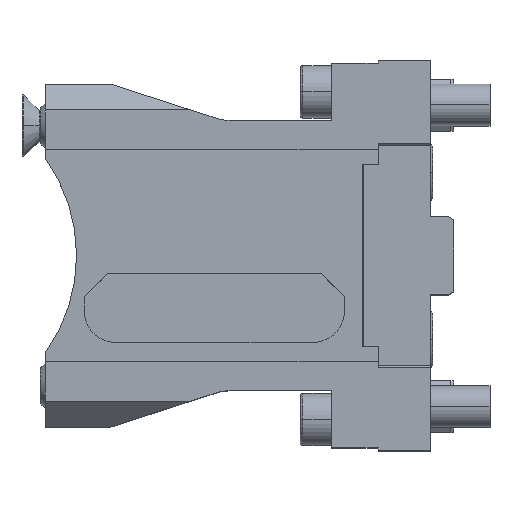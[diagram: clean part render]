
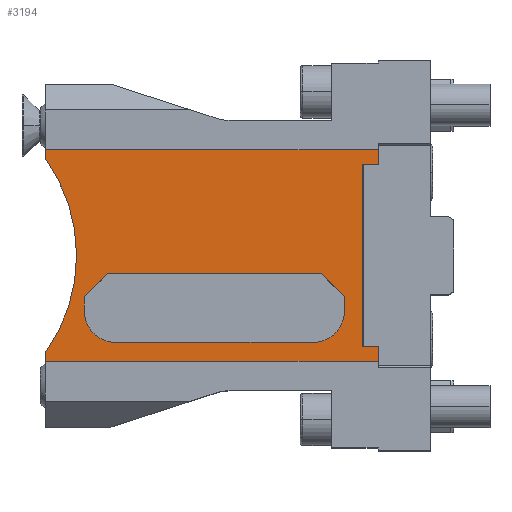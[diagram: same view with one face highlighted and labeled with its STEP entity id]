
A CAD part, top view. The second image highlights one B-rep face of the part: STEP entity #3194.
In plain terms, the highlighted planar face has unit normal (0, 0, 1).
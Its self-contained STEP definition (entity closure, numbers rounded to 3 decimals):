
#133=DIRECTION('',(0.,-1.,0.));
#134=VECTOR('',#133,3.858);
#135=CARTESIAN_POINT('',(-10.,21.358,43.6));
#136=LINE('',#135,#134);
#197=DIRECTION('',(0.,-1.,0.));
#198=VECTOR('',#197,35.);
#199=CARTESIAN_POINT('',(-13.,17.5,43.6));
#200=LINE('',#199,#198);
#201=DIRECTION('',(-1.,0.,0.));
#202=VECTOR('',#201,3.);
#203=CARTESIAN_POINT('',(-10.,-17.5,43.6));
#204=LINE('',#203,#202);
#205=CARTESIAN_POINT('',(-100.,0.,43.6));
#206=DIRECTION('',(0.,0.,-1.));
#207=DIRECTION('',(0.813,0.583,0.));
#208=AXIS2_PLACEMENT_3D('',#205,#206,#207);
#210=DIRECTION('',(1.,0.,0.));
#211=VECTOR('',#210,64.);
#212=CARTESIAN_POINT('',(-74.,21.358,43.6));
#213=LINE('',#212,#211);
#214=DIRECTION('',(-1.,0.,0.));
#215=VECTOR('',#214,3.);
#216=CARTESIAN_POINT('',(-10.,17.5,43.6));
#217=LINE('',#216,#215);
#218=DIRECTION('',(0.,1.,0.));
#219=VECTOR('',#218,2.787);
#220=CARTESIAN_POINT('',(-66.5,-10.7,43.6));
#221=LINE('',#220,#219);
#222=CARTESIAN_POINT('',(-60.5,-10.7,43.6));
#223=DIRECTION('',(0.,0.,1.));
#224=DIRECTION('',(-1.,0.,0.));
#225=AXIS2_PLACEMENT_3D('',#222,#223,#224);
#227=DIRECTION('',(1.,0.,0.));
#228=VECTOR('',#227,38.);
#229=CARTESIAN_POINT('',(-60.5,-16.7,43.6));
#230=LINE('',#229,#228);
#231=CARTESIAN_POINT('',(-22.5,-10.7,43.6));
#232=DIRECTION('',(0.,0.,-1.));
#233=DIRECTION('',(1.,0.,0.));
#234=AXIS2_PLACEMENT_3D('',#231,#232,#233);
#236=DIRECTION('',(0.,1.,0.));
#237=VECTOR('',#236,2.787);
#238=CARTESIAN_POINT('',(-16.5,-10.7,43.6));
#239=LINE('',#238,#237);
#240=DIRECTION('',(0.707,-0.707,0.));
#241=VECTOR('',#240,4.989);
#242=CARTESIAN_POINT('',(-20.028,-4.385,43.6));
#243=LINE('',#242,#241);
#244=DIRECTION('',(1.,0.,0.));
#245=VECTOR('',#244,42.944);
#246=CARTESIAN_POINT('',(-62.972,-4.385,43.6));
#247=LINE('',#246,#245);
#248=DIRECTION('',(0.707,0.707,0.));
#249=VECTOR('',#248,4.989);
#250=CARTESIAN_POINT('',(-66.5,-7.913,43.6));
#251=LINE('',#250,#249);
#500=DIRECTION('',(0.,-1.,0.));
#501=VECTOR('',#500,2.703);
#502=CARTESIAN_POINT('',(-74.,-18.655,43.6));
#503=LINE('',#502,#501);
#539=DIRECTION('',(0.,-1.,0.));
#540=VECTOR('',#539,2.703);
#541=CARTESIAN_POINT('',(-74.,21.358,43.6));
#542=LINE('',#541,#540);
#673=DIRECTION('',(1.,0.,0.));
#674=VECTOR('',#673,64.);
#675=CARTESIAN_POINT('',(-74.,-21.358,43.6));
#676=LINE('',#675,#674);
#681=DIRECTION('',(0.,-1.,0.));
#682=VECTOR('',#681,3.858);
#683=CARTESIAN_POINT('',(-10.,-17.5,43.6));
#684=LINE('',#683,#682);
#2553=CARTESIAN_POINT('',(-10.,21.358,43.6));
#2554=VERTEX_POINT('',#2553);
#2555=CARTESIAN_POINT('',(-10.,-21.358,43.6));
#2556=VERTEX_POINT('',#2555);
#2557=CARTESIAN_POINT('',(-74.,21.358,43.6));
#2558=VERTEX_POINT('',#2557);
#2559=CARTESIAN_POINT('',(-74.,-21.358,43.6));
#2560=VERTEX_POINT('',#2559);
#2561=CARTESIAN_POINT('',(-74.,18.655,43.6));
#2562=CARTESIAN_POINT('',(-74.,-18.655,43.6));
#2563=VERTEX_POINT('',#2561);
#2564=VERTEX_POINT('',#2562);
#2637=CARTESIAN_POINT('',(-13.,17.5,43.6));
#2638=CARTESIAN_POINT('',(-13.,-17.5,43.6));
#2639=VERTEX_POINT('',#2637);
#2640=VERTEX_POINT('',#2638);
#2641=CARTESIAN_POINT('',(-10.,17.5,43.6));
#2642=VERTEX_POINT('',#2641);
#2643=CARTESIAN_POINT('',(-10.,-17.5,43.6));
#2644=VERTEX_POINT('',#2643);
#2705=CARTESIAN_POINT('',(-66.5,-10.7,43.6));
#2706=CARTESIAN_POINT('',(-66.5,-7.913,43.6));
#2707=VERTEX_POINT('',#2705);
#2708=VERTEX_POINT('',#2706);
#2709=CARTESIAN_POINT('',(-16.5,-10.7,43.6));
#2710=CARTESIAN_POINT('',(-16.5,-7.913,43.6));
#2711=VERTEX_POINT('',#2709);
#2712=VERTEX_POINT('',#2710);
#2713=CARTESIAN_POINT('',(-62.972,-4.385,43.6));
#2714=CARTESIAN_POINT('',(-20.028,-4.385,43.6));
#2715=VERTEX_POINT('',#2713);
#2716=VERTEX_POINT('',#2714);
#2717=CARTESIAN_POINT('',(-60.5,-16.7,43.6));
#2718=CARTESIAN_POINT('',(-22.5,-16.7,43.6));
#2719=VERTEX_POINT('',#2717);
#2720=VERTEX_POINT('',#2718);
#3151=CARTESIAN_POINT('',(-74.,21.358,43.6));
#3152=DIRECTION('',(0.,0.,-1.));
#3153=DIRECTION('',(0.,-1.,0.));
#3154=AXIS2_PLACEMENT_3D('',#3151,#3152,#3153);
#3155=PLANE('',#3154);
#3157=ORIENTED_EDGE('',*,*,#3156,.T.);
#3159=ORIENTED_EDGE('',*,*,#3158,.F.);
#3161=ORIENTED_EDGE('',*,*,#3160,.T.);
#3163=ORIENTED_EDGE('',*,*,#3162,.F.);
#3165=ORIENTED_EDGE('',*,*,#3164,.F.);
#3167=ORIENTED_EDGE('',*,*,#3166,.F.);
#3169=ORIENTED_EDGE('',*,*,#3168,.F.);
#3170=ORIENTED_EDGE('',*,*,#3144,.T.);
#3171=ORIENTED_EDGE('',*,*,#3083,.T.);
#3173=ORIENTED_EDGE('',*,*,#3172,.T.);
#3174=EDGE_LOOP('',(#3157,#3159,#3161,#3163,#3165,#3167,#3169,#3170,#3171,
#3173));
#3175=FACE_OUTER_BOUND('',#3174,.F.);
#3177=ORIENTED_EDGE('',*,*,#3176,.F.);
#3179=ORIENTED_EDGE('',*,*,#3178,.T.);
#3181=ORIENTED_EDGE('',*,*,#3180,.T.);
#3183=ORIENTED_EDGE('',*,*,#3182,.F.);
#3185=ORIENTED_EDGE('',*,*,#3184,.T.);
#3187=ORIENTED_EDGE('',*,*,#3186,.F.);
#3189=ORIENTED_EDGE('',*,*,#3188,.F.);
#3191=ORIENTED_EDGE('',*,*,#3190,.F.);
#3192=EDGE_LOOP('',(#3177,#3179,#3181,#3183,#3185,#3187,#3189,#3191));
#3193=FACE_BOUND('',#3192,.F.);
#3194=ADVANCED_FACE('',(#3175,#3193),#3155,.F.);
#209=CIRCLE('',#208,32.);
#226=CIRCLE('',#225,6.);
#235=CIRCLE('',#234,6.);
#3083=EDGE_CURVE('',#2554,#2642,#136,.T.);
#3144=EDGE_CURVE('',#2558,#2554,#213,.T.);
#3156=EDGE_CURVE('',#2639,#2640,#200,.T.);
#3158=EDGE_CURVE('',#2644,#2640,#204,.T.);
#3160=EDGE_CURVE('',#2644,#2556,#684,.T.);
#3162=EDGE_CURVE('',#2560,#2556,#676,.T.);
#3164=EDGE_CURVE('',#2564,#2560,#503,.T.);
#3166=EDGE_CURVE('',#2563,#2564,#209,.T.);
#3168=EDGE_CURVE('',#2558,#2563,#542,.T.);
#3172=EDGE_CURVE('',#2642,#2639,#217,.T.);
#3176=EDGE_CURVE('',#2707,#2708,#221,.T.);
#3178=EDGE_CURVE('',#2707,#2719,#226,.T.);
#3180=EDGE_CURVE('',#2719,#2720,#230,.T.);
#3182=EDGE_CURVE('',#2711,#2720,#235,.T.);
#3184=EDGE_CURVE('',#2711,#2712,#239,.T.);
#3186=EDGE_CURVE('',#2716,#2712,#243,.T.);
#3188=EDGE_CURVE('',#2715,#2716,#247,.T.);
#3190=EDGE_CURVE('',#2708,#2715,#251,.T.);
